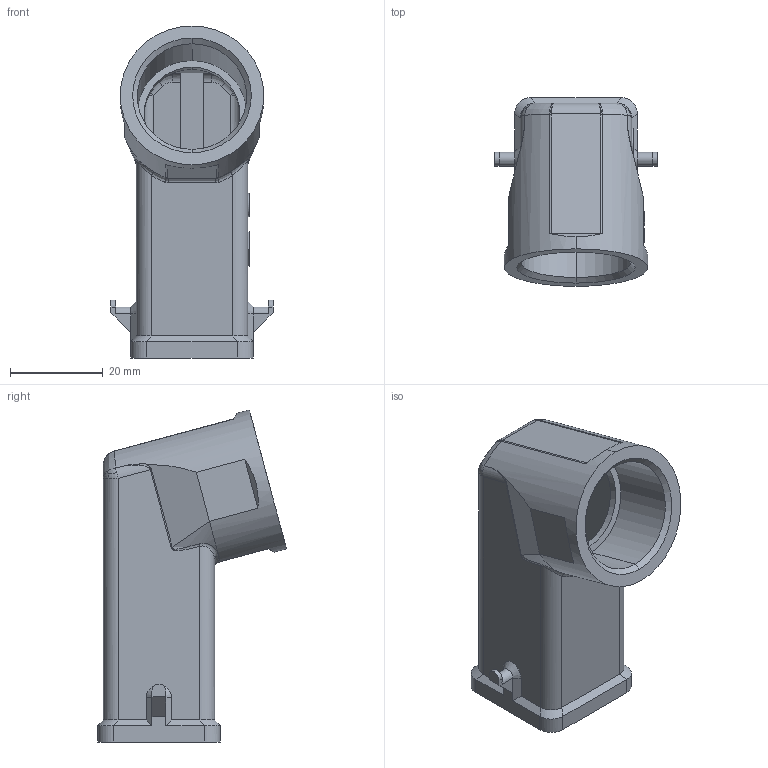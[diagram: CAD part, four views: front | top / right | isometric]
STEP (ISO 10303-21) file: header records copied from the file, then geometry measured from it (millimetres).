
FILE_DESCRIPTION(('Creo Elements/Direct Modeling STEP Export'),'2;1');
FILE_NAME('0ln7uvk5tn78t302880','2023-11-14T14:35:40',(''),(''),'Creo Elements/Direct Modeling STEP processor for AP214 (Solid Model)','Creo Elements/Direct Modeling 20.1B 02-Apr-2019 (C) Parametric Technology GmbH','');
FILE_SCHEMA(('AUTOMOTIVE_DESIGN { 1 0 10303 214 1 1 1 1 }'));
Length unit declared in the file: millimetre
Products named in the file (2): MKG VAN25
Assembly tree (1 placements, depth 2):
  MKG VAN25
    MKG VAN25
Bounding box: 35 x 40.76 x 71.62 mm (x, y, z)
Volume: 13471.5 mm3; surface area: 14075 mm2
Topology: 1 solids, 1 shells, 345 faces, 929 edges, 598 vertices
Faces by surface type: plane 227, cylinder 71, bspline 37, cone 7, sphere 3
Entity records: 23913 total; most frequent: CARTESIAN_POINT 12778, ORIENTED_EDGE 1852, DIRECTION 1543, EDGE_CURVE 926, VECTOR 671, LINE 671, VERTEX_POINT 598, AXIS2_PLACEMENT_3D 436
